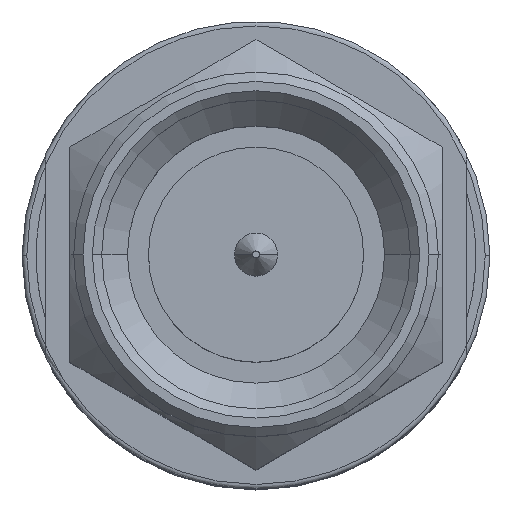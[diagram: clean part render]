
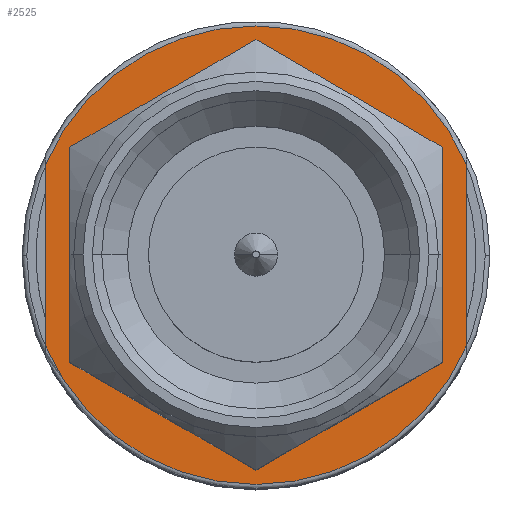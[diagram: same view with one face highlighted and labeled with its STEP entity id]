
A CAD part, top view. The second image highlights one B-rep face of the part: STEP entity #2525.
In plain terms, the highlighted face is planar.
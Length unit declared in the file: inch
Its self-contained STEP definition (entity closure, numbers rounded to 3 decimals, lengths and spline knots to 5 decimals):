
#13 = AXIS2_PLACEMENT_3D ( 'NONE', #6247, #1158, #5692 ) ;
#67 = CIRCLE ( 'NONE', #3503, 0.19291 ) ;
#103 = DIRECTION ( 'NONE',  ( 0., 0., 1. ) ) ;
#712 = EDGE_CURVE ( 'NONE', #5197, #6559, #67, .T. ) ;
#716 = AXIS2_PLACEMENT_3D ( 'NONE', #3632, #1859, #103 ) ;
#842 = CARTESIAN_POINT ( 'NONE',  ( 2.79966, -0.12868, 0. ) ) ;
#921 = CARTESIAN_POINT ( 'NONE',  ( 2.79966, -0.12868, 0. ) ) ;
#1138 = DIRECTION ( 'NONE',  ( 1., 0., 0. ) ) ;
#1158 = DIRECTION ( 'NONE',  ( -1., 0., 0. ) ) ;
#1355 = VERTEX_POINT ( 'NONE', #6699 ) ;
#1639 = VERTEX_POINT ( 'NONE', #5471 ) ;
#1819 = CARTESIAN_POINT ( 'NONE',  ( 2.79966, 0.06423, 0.17715 ) ) ;
#1859 = DIRECTION ( 'NONE',  ( -1., 0., 0. ) ) ;
#1947 = EDGE_CURVE ( 'NONE', #1355, #5197, #2622, .T. ) ;
#2002 = CARTESIAN_POINT ( 'NONE',  ( 2.79966, -0.12868, -0.125 ) ) ;
#2268 = EDGE_CURVE ( 'NONE', #6559, #1639, #2962, .T. ) ;
#2296 = ORIENTED_EDGE ( 'NONE', *, *, #4631, .F. ) ;
#2525 = ADVANCED_FACE ( 'NONE', ( #5634, #2842 ), #4962, .F. ) ;
#2622 = LINE ( 'NONE', #3803, #6104 ) ;
#2657 = DIRECTION ( 'NONE',  ( 0., -1., 0. ) ) ;
#2777 = CARTESIAN_POINT ( 'NONE',  ( 2.79966, -0.20505, -0.17715 ) ) ;
#2842 = FACE_OUTER_BOUND ( 'NONE', #3238, .T. ) ;
#2962 = LINE ( 'NONE', #1819, #4435 ) ;
#3058 = CARTESIAN_POINT ( 'NONE',  ( 2.79966, -0.12868, 0.125 ) ) ;
#3129 = CARTESIAN_POINT ( 'NONE',  ( 2.79966, -0.20505, 0.17715 ) ) ;
#3148 = DIRECTION ( 'NONE',  ( -1., 0., 0. ) ) ;
#3238 = EDGE_LOOP ( 'NONE', ( #6964, #3646, #4081, #5123 ) ) ;
#3297 = ORIENTED_EDGE ( 'NONE', *, *, #3364, .F. ) ;
#3364 = EDGE_CURVE ( 'NONE', #6995, #6095, #5704, .T. ) ;
#3503 = AXIS2_PLACEMENT_3D ( 'NONE', #921, #3148, #4361 ) ;
#3632 = CARTESIAN_POINT ( 'NONE',  ( 2.79966, -0.12868, 0. ) ) ;
#3646 = ORIENTED_EDGE ( 'NONE', *, *, #1947, .T. ) ;
#3699 = DIRECTION ( 'NONE',  ( -1., 0., 0. ) ) ;
#3803 = CARTESIAN_POINT ( 'NONE',  ( 2.79966, 0.06423, -0.17715 ) ) ;
#4081 = ORIENTED_EDGE ( 'NONE', *, *, #712, .T. ) ;
#4100 = EDGE_CURVE ( 'NONE', #1639, #1355, #4293, .T. ) ;
#4293 = CIRCLE ( 'NONE', #716, 0.19291 ) ;
#4361 = DIRECTION ( 'NONE',  ( 0., 0., 1. ) ) ;
#4435 = VECTOR ( 'NONE', #5161, 39.37008 ) ;
#4601 = EDGE_LOOP ( 'NONE', ( #2296, #3297 ) ) ;
#4631 = EDGE_CURVE ( 'NONE', #6095, #6995, #6293, .T. ) ;
#4962 = PLANE ( 'NONE',  #6295 ) ;
#5123 = ORIENTED_EDGE ( 'NONE', *, *, #2268, .T. ) ;
#5161 = DIRECTION ( 'NONE',  ( 0., 1., 0. ) ) ;
#5197 = VERTEX_POINT ( 'NONE', #2777 ) ;
#5471 = CARTESIAN_POINT ( 'NONE',  ( 2.79966, -0.05232, 0.17715 ) ) ;
#5483 = DIRECTION ( 'NONE',  ( 0., 0., 1. ) ) ;
#5552 = AXIS2_PLACEMENT_3D ( 'NONE', #842, #3699, #5483 ) ;
#5634 = FACE_BOUND ( 'NONE', #4601, .T. ) ;
#5692 = DIRECTION ( 'NONE',  ( 0., 0., 1. ) ) ;
#5704 = CIRCLE ( 'NONE', #13, 0.125 ) ;
#6095 = VERTEX_POINT ( 'NONE', #3058 ) ;
#6104 = VECTOR ( 'NONE', #2657, 39.37008 ) ;
#6247 = CARTESIAN_POINT ( 'NONE',  ( 2.79966, -0.12868, 0. ) ) ;
#6293 = CIRCLE ( 'NONE', #5552, 0.125 ) ;
#6295 = AXIS2_PLACEMENT_3D ( 'NONE', #7351, #1138, #7240 ) ;
#6559 = VERTEX_POINT ( 'NONE', #3129 ) ;
#6699 = CARTESIAN_POINT ( 'NONE',  ( 2.79966, -0.05232, -0.17715 ) ) ;
#6964 = ORIENTED_EDGE ( 'NONE', *, *, #4100, .T. ) ;
#6995 = VERTEX_POINT ( 'NONE', #2002 ) ;
#7240 = DIRECTION ( 'NONE',  ( 0., 1., 0. ) ) ;
#7351 = CARTESIAN_POINT ( 'NONE',  ( 2.79966, 0.06423, 0. ) ) ;
